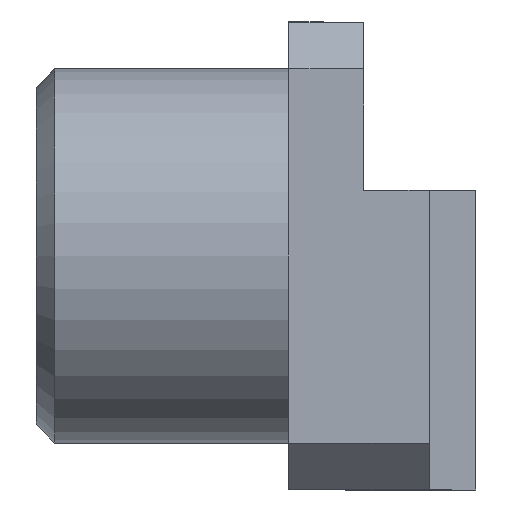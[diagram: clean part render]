
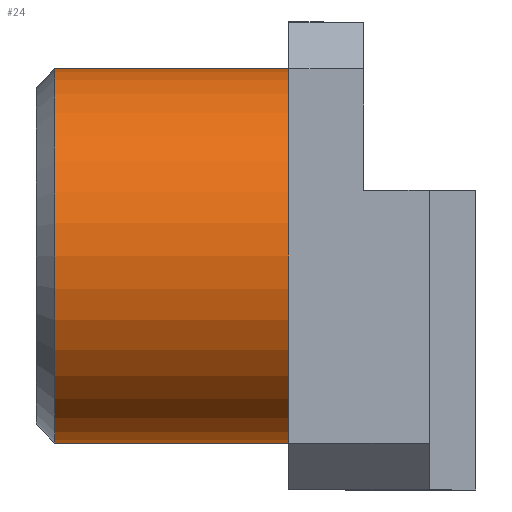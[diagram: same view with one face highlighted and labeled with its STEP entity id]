
A CAD part, left-side view. The second image highlights one B-rep face of the part: STEP entity #24.
In plain terms, the highlighted cylindrical face has radius 2 mm (diameter 4 mm), a partial arc.
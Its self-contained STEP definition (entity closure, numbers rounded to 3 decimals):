
#24 = ADVANCED_FACE ( 'NONE', ( #74 ), #52, .T. ) ;
#52 = CYLINDRICAL_SURFACE ( 'NONE', #473, 2. ) ;
#74 = FACE_OUTER_BOUND ( 'NONE', #281, .T. ) ;
#104 = CIRCLE ( 'NONE', #463, 2. ) ;
#115 = VECTOR ( 'NONE', #784, 1000. ) ;
#135 = CIRCLE ( 'NONE', #491, 2. ) ;
#140 = LINE ( 'NONE', #767, #115 ) ;
#158 = VECTOR ( 'NONE', #798, 1000. ) ;
#188 = LINE ( 'NONE', #814, #158 ) ;
#250 = ORIENTED_EDGE ( 'NONE', *, *, #513, .T. ) ;
#277 = ORIENTED_EDGE ( 'NONE', *, *, #500, .T. ) ;
#281 = EDGE_LOOP ( 'NONE', ( #412, #420, #250, #277 ) ) ;
#412 = ORIENTED_EDGE ( 'NONE', *, *, #534, .T. ) ;
#420 = ORIENTED_EDGE ( 'NONE', *, *, #497, .T. ) ;
#463 = AXIS2_PLACEMENT_3D ( 'NONE', #778, #775, #756 ) ;
#473 = AXIS2_PLACEMENT_3D ( 'NONE', #675, #699, #708 ) ;
#491 = AXIS2_PLACEMENT_3D ( 'NONE', #712, #730, #715 ) ;
#497 = EDGE_CURVE ( 'NONE', #574, #588, #135, .T. ) ;
#500 = EDGE_CURVE ( 'NONE', #576, #598, #104, .T. ) ;
#513 = EDGE_CURVE ( 'NONE', #588, #576, #140, .T. ) ;
#534 = EDGE_CURVE ( 'NONE', #598, #574, #188, .T. ) ;
#574 = VERTEX_POINT ( 'NONE', #872 ) ;
#576 = VERTEX_POINT ( 'NONE', #856 ) ;
#588 = VERTEX_POINT ( 'NONE', #880 ) ;
#598 = VERTEX_POINT ( 'NONE', #866 ) ;
#675 = CARTESIAN_POINT ( 'NONE',  ( -2., 2.7, 0. ) ) ;
#699 = DIRECTION ( 'NONE',  ( 0., -1., 0. ) ) ;
#708 = DIRECTION ( 'NONE',  ( 0., 0., -1. ) ) ;
#712 = CARTESIAN_POINT ( 'NONE',  ( -2., 0., 0. ) ) ;
#715 = DIRECTION ( 'NONE',  ( 0., 0., -1. ) ) ;
#730 = DIRECTION ( 'NONE',  ( 0., 1., 0. ) ) ;
#756 = DIRECTION ( 'NONE',  ( 0., 0., -1. ) ) ;
#767 = CARTESIAN_POINT ( 'NONE',  ( -2., 2.7, 2. ) ) ;
#775 = DIRECTION ( 'NONE',  ( 0., -1., 0. ) ) ;
#778 = CARTESIAN_POINT ( 'NONE',  ( -2., 2.5, 0. ) ) ;
#784 = DIRECTION ( 'NONE',  ( 0., 1., 0. ) ) ;
#798 = DIRECTION ( 'NONE',  ( 0., -1., 0. ) ) ;
#814 = CARTESIAN_POINT ( 'NONE',  ( -2., 2.7, -2. ) ) ;
#856 = CARTESIAN_POINT ( 'NONE',  ( -2., 2.5, 2. ) ) ;
#866 = CARTESIAN_POINT ( 'NONE',  ( -2., 2.5, -2. ) ) ;
#872 = CARTESIAN_POINT ( 'NONE',  ( -2., 0., -2. ) ) ;
#880 = CARTESIAN_POINT ( 'NONE',  ( -2., 0., 2. ) ) ;
